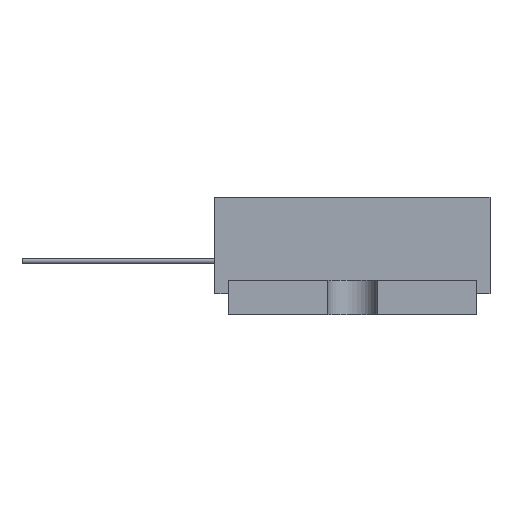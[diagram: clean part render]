
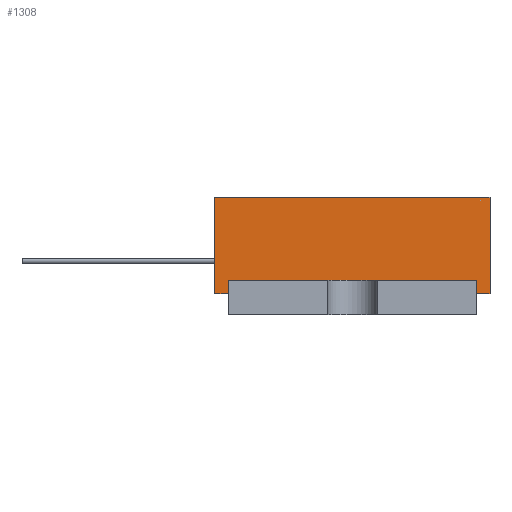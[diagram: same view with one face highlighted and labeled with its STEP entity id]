
A CAD part, left-side view. The second image highlights one B-rep face of the part: STEP entity #1308.
In plain terms, the highlighted planar face has unit normal (-1, 0, 0).
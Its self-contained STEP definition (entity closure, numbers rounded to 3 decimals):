
#1308=ADVANCED_FACE('',(#2565),#2567,.T.);
#2565=FACE_BOUND('',#2566,.T.);
#2566=EDGE_LOOP('',(#3700,#3701,#3702,#3703,#3704,#3705,#3706,#3707));
#2567=PLANE('',#2568);
#2568=AXIS2_PLACEMENT_3D('',#2569,#2570,#2571);
#2569=CARTESIAN_POINT('',(-27.5,10.,1.5));
#2570=DIRECTION('',(-1.,0.,0.));
#2571=DIRECTION('',(0.,-1.,0.));
#3700=ORIENTED_EDGE('',*,*,#4363,.T.);
#3701=ORIENTED_EDGE('',*,*,#4364,.T.);
#3702=ORIENTED_EDGE('',*,*,#4365,.T.);
#3703=ORIENTED_EDGE('',*,*,#4366,.T.);
#3704=ORIENTED_EDGE('',*,*,#3954,.F.);
#3705=ORIENTED_EDGE('',*,*,#4367,.F.);
#3706=ORIENTED_EDGE('',*,*,#4368,.T.);
#3707=ORIENTED_EDGE('',*,*,#4369,.T.);
#3954=EDGE_CURVE('',#4431,#4432,#4433,.T.);
#4363=EDGE_CURVE('',#5112,#5113,#5114,.T.);
#4364=EDGE_CURVE('',#5113,#5115,#5116,.T.);
#4365=EDGE_CURVE('',#5115,#5117,#5118,.T.);
#4366=EDGE_CURVE('',#5117,#4432,#5119,.T.);
#4367=EDGE_CURVE('',#5120,#4431,#5121,.T.);
#4368=EDGE_CURVE('',#5120,#5122,#5123,.T.);
#4369=EDGE_CURVE('',#5122,#5112,#5124,.T.);
#4431=VERTEX_POINT('',#5232);
#4432=VERTEX_POINT('',#5233);
#4433=LINE('',#5234,#5235);
#5112=VERTEX_POINT('',#6761);
#5113=VERTEX_POINT('',#6762);
#5114=LINE('',#6763,#6764);
#5115=VERTEX_POINT('',#6766);
#5116=LINE('',#6767,#6768);
#5117=VERTEX_POINT('',#6770);
#5118=LINE('',#6771,#6772);
#5119=LINE('',#6774,#6775);
#5120=VERTEX_POINT('',#6777);
#5121=LINE('',#6778,#6779);
#5122=VERTEX_POINT('',#6781);
#5123=LINE('',#6782,#6783);
#5124=LINE('',#6785,#6786);
#5232=CARTESIAN_POINT('',(-27.5,10.,8.5));
#5233=CARTESIAN_POINT('',(-27.5,-10.,8.5));
#5234=CARTESIAN_POINT('',(-27.5,10.,8.5));
#5235=VECTOR('',#5236,1.);
#5236=DIRECTION('',(0.,-1.,0.));
#6761=CARTESIAN_POINT('',(-27.5,9.,2.5));
#6762=CARTESIAN_POINT('',(-27.5,-9.,2.5));
#6763=CARTESIAN_POINT('',(-27.5,9.,2.5));
#6764=VECTOR('',#6765,1.);
#6765=DIRECTION('',(0.,-1.,0.));
#6766=CARTESIAN_POINT('',(-27.5,-9.,1.5));
#6767=CARTESIAN_POINT('',(-27.5,-9.,2.5));
#6768=VECTOR('',#6769,1.);
#6769=DIRECTION('',(0.,0.,-1.));
#6770=CARTESIAN_POINT('',(-27.5,-10.,1.5));
#6771=CARTESIAN_POINT('',(-27.5,-9.,1.5));
#6772=VECTOR('',#6773,1.);
#6773=DIRECTION('',(0.,-1.,0.));
#6774=CARTESIAN_POINT('',(-27.5,-10.,1.5));
#6775=VECTOR('',#6776,1.);
#6776=DIRECTION('',(0.,0.,1.));
#6777=CARTESIAN_POINT('',(-27.5,10.,1.5));
#6778=CARTESIAN_POINT('',(-27.5,10.,1.5));
#6779=VECTOR('',#6780,1.);
#6780=DIRECTION('',(0.,0.,1.));
#6781=CARTESIAN_POINT('',(-27.5,9.,1.5));
#6782=CARTESIAN_POINT('',(-27.5,10.,1.5));
#6783=VECTOR('',#6784,1.);
#6784=DIRECTION('',(0.,-1.,0.));
#6785=CARTESIAN_POINT('',(-27.5,9.,1.5));
#6786=VECTOR('',#6787,1.);
#6787=DIRECTION('',(0.,0.,1.));
